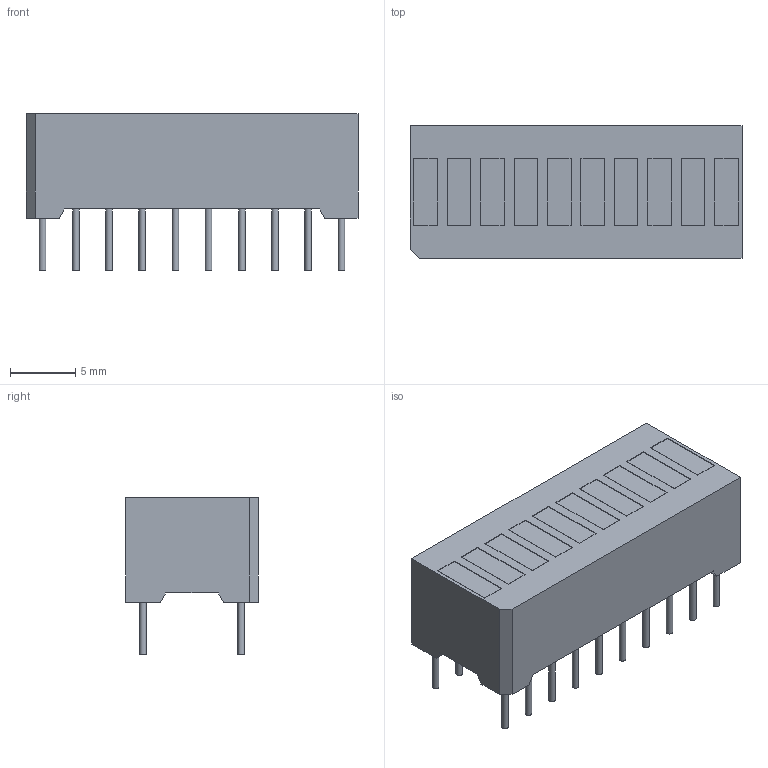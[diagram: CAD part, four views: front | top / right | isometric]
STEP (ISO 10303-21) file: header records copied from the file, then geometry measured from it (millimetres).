
FILE_DESCRIPTION(('FreeCAD Model'),'2;1');
FILE_NAME('DC-10EWA.step', '2020-01-09T22:15:35',('Author'),(''), 'Open CASCADE STEP processor 7.3','FreeCAD','Unknown');
FILE_SCHEMA(('AUTOMOTIVE_DESIGN { 1 0 10303 214 1 1 1 1 }'));
Length unit declared in the file: millimetre
Products named in the file (1): Body
Bounding box: 25.4 x 10.16 x 12 mm (x, y, z)
Volume: 1917.2 mm3; surface area: 1206.4 mm2
Topology: 1 solids, 1 shells, 113 faces, 235 edges, 154 vertices
Faces by surface type: plane 93, cylinder 20
Full cylindrical faces by diameter (mm): 0.5 x20
Entity records: 6053 total; most frequent: CARTESIAN_POINT 997, DIRECTION 969, LINE 625, VECTOR 625, ORIENTED_EDGE 470, PCURVE 470, DEFINITIONAL_REPRESENTATION 470, EDGE_CURVE 235
